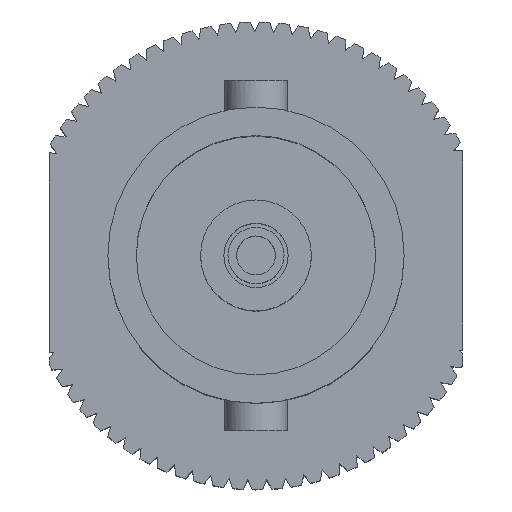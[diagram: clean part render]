
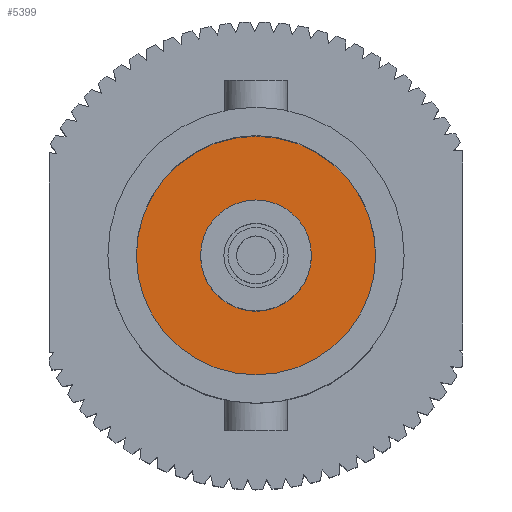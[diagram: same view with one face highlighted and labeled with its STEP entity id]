
A CAD part, top view. The second image highlights one B-rep face of the part: STEP entity #5399.
In plain terms, the highlighted planar face has unit normal (0, 0, 1).
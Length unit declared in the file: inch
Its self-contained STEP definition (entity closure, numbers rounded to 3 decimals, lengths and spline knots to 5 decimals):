
#971=FACE_BOUND('',#2188,.T.);
#1132=CIRCLE('',#5891,0.15349);
#1133=CIRCLE('',#5892,0.07113);
#1447=PLANE('',#5890);
#1718=FACE_OUTER_BOUND('',#2187,.T.);
#2187=EDGE_LOOP('',(#3878));
#2188=EDGE_LOOP('',(#3879));
#2536=VERTEX_POINT('',#8259);
#2537=VERTEX_POINT('',#8261);
#3042=EDGE_CURVE('',#2536,#2536,#1132,.T.);
#3043=EDGE_CURVE('',#2537,#2537,#1133,.T.);
#3878=ORIENTED_EDGE('',*,*,#3042,.T.);
#3879=ORIENTED_EDGE('',*,*,#3043,.F.);
#5399=ADVANCED_FACE('',(#1718,#971),#1447,.F.);
#5890=AXIS2_PLACEMENT_3D('',#8258,#6792,#6793);
#5891=AXIS2_PLACEMENT_3D('',#8260,#6794,#6795);
#5892=AXIS2_PLACEMENT_3D('',#8262,#6796,#6797);
#6792=DIRECTION('center_axis',(0.,0.,
-1.));
#6793=DIRECTION('ref_axis',(-1.,0.,0.));
#6794=DIRECTION('center_axis',(0.,0.,
1.));
#6795=DIRECTION('ref_axis',(-1.,0.,0.));
#6796=DIRECTION('center_axis',(0.,0.,
1.));
#6797=DIRECTION('ref_axis',(-1.,0.,0.));
#8258=CARTESIAN_POINT('Origin',(0.,0.,
0.58));
#8259=CARTESIAN_POINT('',(0.15349,0.,0.58));
#8260=CARTESIAN_POINT('Origin',(0.,0.,
0.58));
#8261=CARTESIAN_POINT('',(0.07113,0.,0.58));
#8262=CARTESIAN_POINT('Origin',(0.,0.,
0.58));
